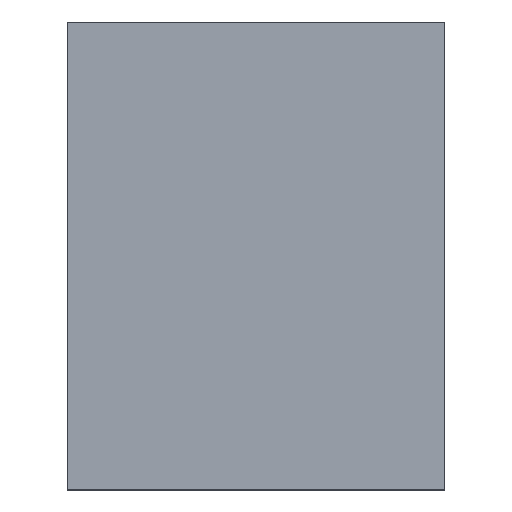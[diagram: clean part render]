
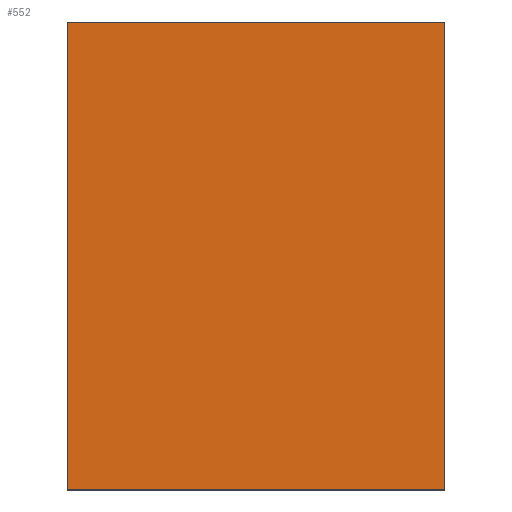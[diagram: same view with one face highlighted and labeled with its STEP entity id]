
A CAD part, top view. The second image highlights one B-rep face of the part: STEP entity #552.
In plain terms, the highlighted planar face has unit normal (0, 0, 1).
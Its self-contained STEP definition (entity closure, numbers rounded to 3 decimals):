
#38 = DIRECTION ( 'NONE',  ( -1., 0., 0. ) ) ;
#53 = DIRECTION ( 'NONE',  ( 0., -1., 0. ) ) ;
#78 = CARTESIAN_POINT ( 'NONE',  ( 0., 0., 0. ) ) ;
#85 = VECTOR ( 'NONE', #553, 1000. ) ;
#132 = LINE ( 'NONE', #78, #85 ) ;
#136 = CARTESIAN_POINT ( 'NONE',  ( 105., 130., 0. ) ) ;
#137 = ORIENTED_EDGE ( 'NONE', *, *, #730, .F. ) ;
#223 = PLANE ( 'NONE',  #287 ) ;
#225 = DIRECTION ( 'NONE',  ( -1., 0., 0. ) ) ;
#238 = VERTEX_POINT ( 'NONE', #136 ) ;
#253 = LINE ( 'NONE', #334, #704 ) ;
#270 = ORIENTED_EDGE ( 'NONE', *, *, #455, .F. ) ;
#280 = CARTESIAN_POINT ( 'NONE',  ( 105., 0., 0. ) ) ;
#287 = AXIS2_PLACEMENT_3D ( 'NONE', #280, #758, #225 ) ;
#291 = FACE_OUTER_BOUND ( 'NONE', #652, .T. ) ;
#294 = ORIENTED_EDGE ( 'NONE', *, *, #314, .T. ) ;
#314 = EDGE_CURVE ( 'NONE', #671, #417, #132, .T. ) ;
#334 = CARTESIAN_POINT ( 'NONE',  ( 105., 0., 0. ) ) ;
#417 = VERTEX_POINT ( 'NONE', #441 ) ;
#424 = LINE ( 'NONE', #770, #457 ) ;
#441 = CARTESIAN_POINT ( 'NONE',  ( 0., 0., 0. ) ) ;
#453 = DIRECTION ( 'NONE',  ( -1., 0., 0. ) ) ;
#455 = EDGE_CURVE ( 'NONE', #575, #417, #253, .T. ) ;
#457 = VECTOR ( 'NONE', #53, 1000. ) ;
#491 = VECTOR ( 'NONE', #38, 1000. ) ;
#552 = ADVANCED_FACE ( 'NONE', ( #291 ), #223, .F. ) ;
#553 = DIRECTION ( 'NONE',  ( 0., -1., 0. ) ) ;
#575 = VERTEX_POINT ( 'NONE', #632 ) ;
#594 = EDGE_CURVE ( 'NONE', #238, #671, #725, .T. ) ;
#629 = ORIENTED_EDGE ( 'NONE', *, *, #594, .T. ) ;
#631 = CARTESIAN_POINT ( 'NONE',  ( 0., 130., 0. ) ) ;
#632 = CARTESIAN_POINT ( 'NONE',  ( 105., 0., 0. ) ) ;
#652 = EDGE_LOOP ( 'NONE', ( #294, #270, #137, #629 ) ) ;
#671 = VERTEX_POINT ( 'NONE', #631 ) ;
#701 = CARTESIAN_POINT ( 'NONE',  ( 105., 130., 0. ) ) ;
#704 = VECTOR ( 'NONE', #453, 1000. ) ;
#725 = LINE ( 'NONE', #701, #491 ) ;
#730 = EDGE_CURVE ( 'NONE', #238, #575, #424, .T. ) ;
#758 = DIRECTION ( 'NONE',  ( 0., 0., -1. ) ) ;
#770 = CARTESIAN_POINT ( 'NONE',  ( 105., 0., 0. ) ) ;
